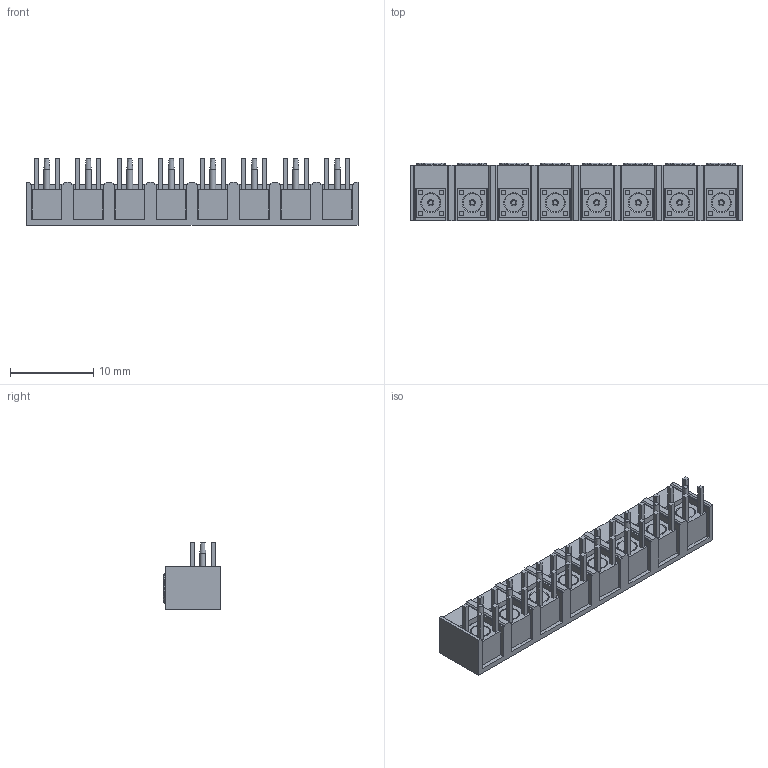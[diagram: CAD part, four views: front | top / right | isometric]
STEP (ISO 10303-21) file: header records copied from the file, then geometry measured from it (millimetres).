
FILE_DESCRIPTION(/* description */ (''),/* implementation_level */ '2;1');
FILE_NAME(/* name */ 'Samtec_GRF1-J-P-08-E-RA-TH1.step',/* time_stamp */ '2023-09-30T22:19:49+01:00',/* author */ (''),/* organization */ (''),/* preprocessor_version */ 'ST-DEVELOPER v20',/* originating_system */ 'Autodesk Translation Framework v12.9.0.99',/* authorisation */ '');
FILE_SCHEMA (('AUTOMOTIVE_DESIGN { 1 0 10303 214 3 1 1 }'));
Length unit declared in the file: millimetre
Products named in the file (5): Samtec_GRF1-J-P-08-E-RA-TH1; GRF1-J-P-08-E-RA-TH1-E_p; GRF1-J-P-08-E-RA-TH1-E_I; GRF1-J-P-08-E-RA-TH1-E_sh; GRF1-J-P-08-E-RA-TH1-E_b
Assembly tree (25 placements, depth 2):
  Samtec_GRF1-J-P-08-E-RA-TH1
    GRF1-J-P-08-E-RA-TH1-E_p  x8
    GRF1-J-P-08-E-RA-TH1-E_I  x8
    GRF1-J-P-08-E-RA-TH1-E_sh  x8
    GRF1-J-P-08-E-RA-TH1-E_b
Bounding box: 40 x 6.88 x 8.01 mm (x, y, z)
Volume: 1063 mm3; surface area: 3193 mm2
Topology: 25 solids, 25 shells, 976 faces, 2415 edges, 1578 vertices
Faces by surface type: plane 602, cylinder 254, cone 96, torus 24
Full cylindrical faces by diameter (mm): 0.46 x8, 0.64 x32, 0.7 x8, 0.72 x8, 1.55 x8, 1.61 x8, 2.12 x8, 2.15 x16, 2.2 x8, 2.23 x8, 2.49 x8, 3.5 x8, 3.56 x8
Entity records: 7311 total; most frequent: CARTESIAN_POINT 1382, DIRECTION 1188, ORIENTED_EDGE 1174, EDGE_CURVE 587, LINE 446, VECTOR 446, VERTEX_POINT 388, AXIS2_PLACEMENT_3D 371
